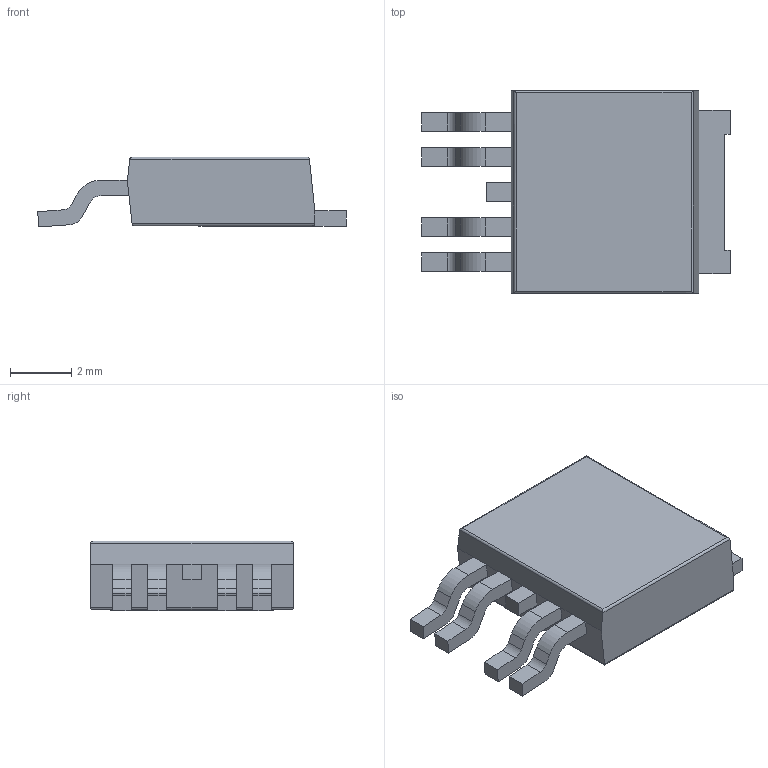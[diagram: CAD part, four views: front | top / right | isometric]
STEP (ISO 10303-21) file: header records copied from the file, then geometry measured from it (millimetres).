
FILE_DESCRIPTION(/* description */ ('Unknown'),/* implementation_level */ '2;1');
FILE_NAME(/* name */ 'TPS78518QKVURQ1',/* time_stamp */ '2023-03-10T11:29:05+02:00',/* author */ ('Unknown'),/* organization */ ('Unknown'),/* preprocessor_version */ 'ST-DEVELOPER v18.102',/* originating_system */ 'Solid Edge',/* authorisation */ 'Unknown');
FILE_SCHEMA (('AUTOMOTIVE_DESIGN {1 0 10303 214 3 1 1}'));
Length unit declared in the file: millimetre
Products named in the file (1): TPS78518QKVURQ1
Bounding box: 10.04 x 6.6 x 2.28 mm (x, y, z)
Volume: 94.9 mm3; surface area: 175.1 mm2
Topology: 1 solids, 1 shells, 91 faces, 261 edges, 172 vertices
Faces by surface type: plane 61, cylinder 28, bspline 2
Entity records: 3638 total; most frequent: CARTESIAN_POINT 559, ORIENTED_EDGE 522, DIRECTION 489, EDGE_CURVE 261, LINE 205, VECTOR 205, VERTEX_POINT 172, AXIS2_PLACEMENT_3D 142
